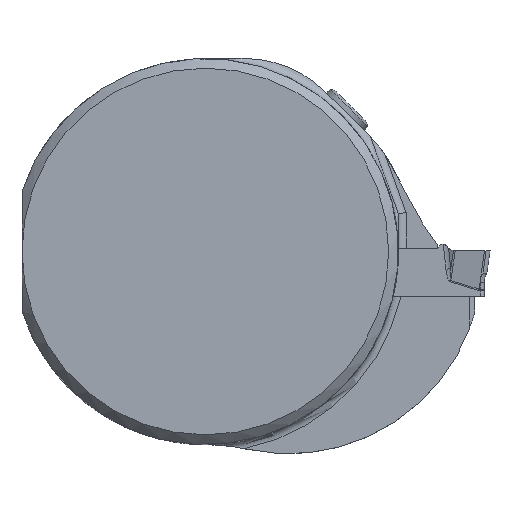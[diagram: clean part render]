
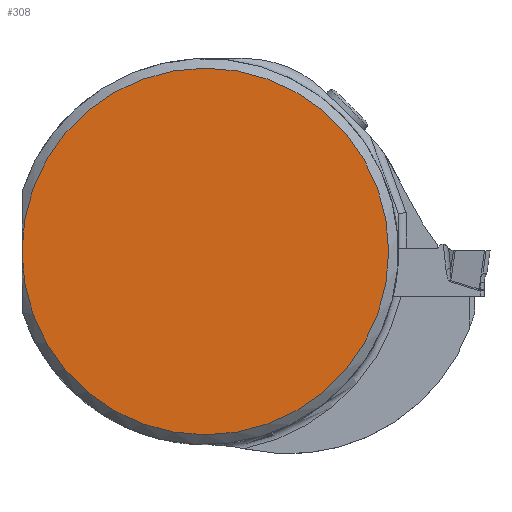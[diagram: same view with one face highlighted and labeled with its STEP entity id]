
A CAD part, top view. The second image highlights one B-rep face of the part: STEP entity #308.
In plain terms, the highlighted planar face has unit normal (0, 0, 1).
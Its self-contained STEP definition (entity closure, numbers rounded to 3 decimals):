
#183=FACE_OUTER_BOUND('',#556,.T.);
#308=ADVANCED_FACE('',(#183),#433,.F.);
#433=PLANE('',#2423);
#495=CIRCLE('',#2420,19.);
#556=EDGE_LOOP('',(#861));
#861=ORIENTED_EDGE('',*,*,#1724,.T.);
#1508=VERTEX_POINT('',#3270);
#1724=EDGE_CURVE('',#1508,#1508,#495,.T.);
#2420=AXIS2_PLACEMENT_3D('',#3271,#2658,#2659);
#2423=AXIS2_PLACEMENT_3D('',#3310,#2664,#2665);
#2658=DIRECTION('',(0.,0.,1.));
#2659=DIRECTION('',(1.,0.,0.));
#2664=DIRECTION('',(0.,0.,-1.));
#2665=DIRECTION('',(1.,0.,0.));
#3270=CARTESIAN_POINT('',(-19.,0.,0.325));
#3271=CARTESIAN_POINT('',(0.,0.,0.325));
#3310=CARTESIAN_POINT('',(0.,0.,0.325));
